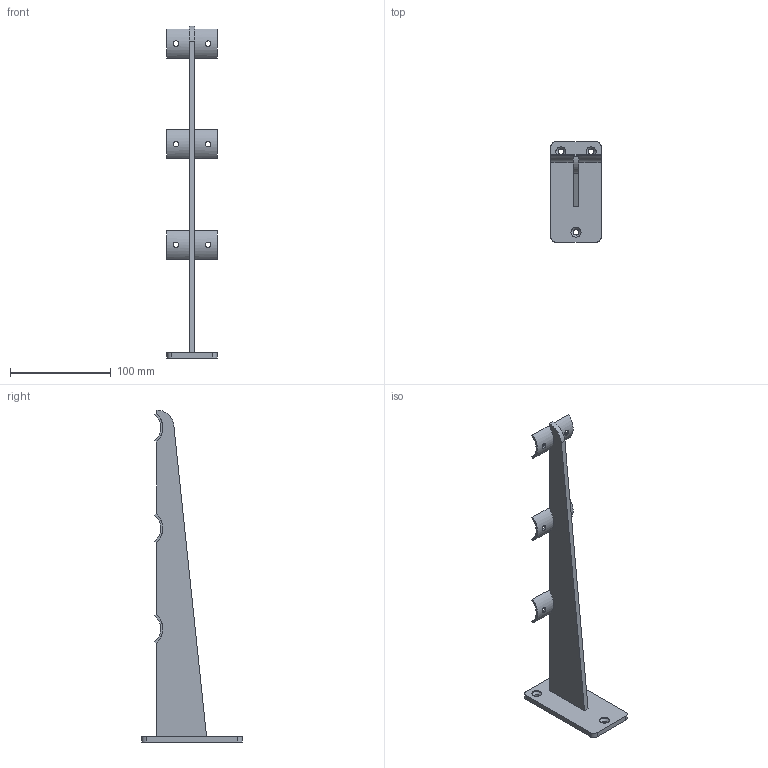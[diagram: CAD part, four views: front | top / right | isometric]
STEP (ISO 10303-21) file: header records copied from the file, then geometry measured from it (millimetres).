
FILE_DESCRIPTION (( 'STEP AP203' ), '1' );
FILE_NAME ('70210-ME.STEP', '2024-01-08T11:55:45', ( '' ), ( '' ), 'SwSTEP 2.0', 'SolidWorks 2018', '' );
FILE_SCHEMA (( 'CONFIG_CONTROL_DESIGN' ));
Length unit declared in the file: millimetre
Products named in the file (1): 70210-ME
Bounding box: 50 x 100 x 330 mm (x, y, z)
Volume: 83933.8 mm3; surface area: 44215.4 mm2
Topology: 1 solids, 1 shells, 245 faces, 648 edges, 430 vertices
Faces by surface type: plane 147, bspline 72, cylinder 23, cone 3
Full cylindrical faces by diameter (mm): 5.5 x9, 10 x3
Entity records: 12364 total; most frequent: CARTESIAN_POINT 6709, ORIENTED_EDGE 1266, DIRECTION 865, EDGE_CURVE 633, VECTOR 437, LINE 437, VERTEX_POINT 430, EDGE_LOOP 303
